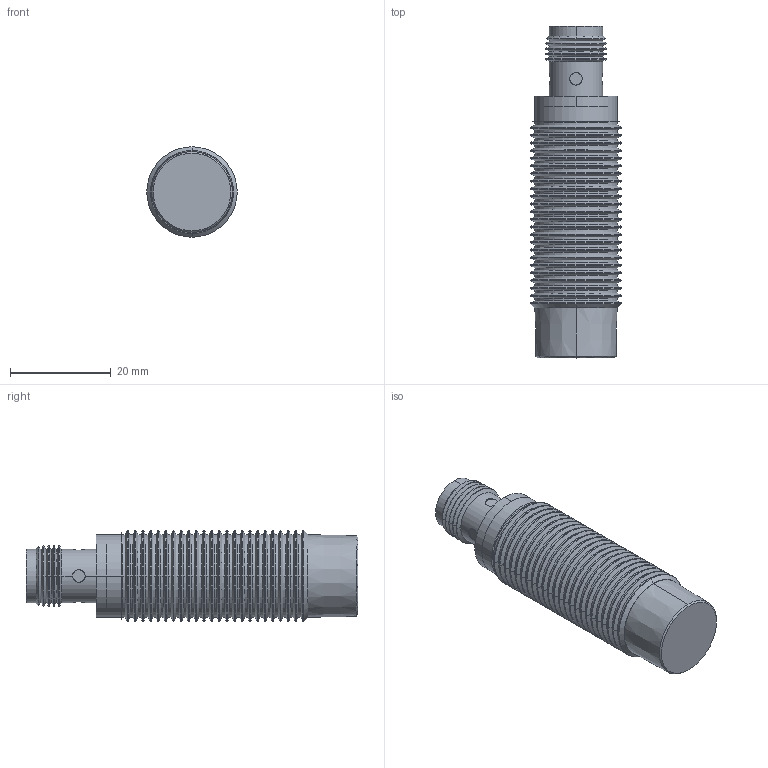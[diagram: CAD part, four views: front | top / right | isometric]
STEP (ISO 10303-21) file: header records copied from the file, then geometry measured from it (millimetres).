
FILE_DESCRIPTION(('STEP AP214'),'1');
FILE_NAME('cctmp_61EFA337-D13D-45F0-8A1F-DFEF602AF821_2022_07_22_10_34_25_0662..stp','2022-07-22T08:34:25',('Pepperl+Fuchs GmbH'),('CADClick - www.CADClick.com'),'Spatial InterOp 3D',' ','unknown authorization');
FILE_SCHEMA(('AUTOMOTIVE_DESIGN'));
Length unit declared in the file: millimetre
Products named in the file (6): cc_unnamed; NBN8-18GM50-A2-V1_4; NBN8-18GM50-A2-V1_3; NBN8-18GM50-A2-V1_2; NBN8-18GM50-A2-V1_1; NBN8-18GM50-A2-V1
Assembly tree (5 placements, depth 2):
  cc_unnamed
    NBN8-18GM50-A2-V1_4
    NBN8-18GM50-A2-V1_3
    NBN8-18GM50-A2-V1_2
    NBN8-18GM50-A2-V1_1
    NBN8-18GM50-A2-V1
Bounding box: 18 x 66 x 18 mm (x, y, z)
Volume: 11717.9 mm3; surface area: 9525.2 mm2
Topology: 8 solids, 8 shells, 344 faces, 738 edges, 410 vertices
Faces by surface type: cylinder 161, cone 136, plane 39, sphere 8
Entity records: 12273 total; most frequent: DIRECTION 1788, CARTESIAN_POINT 1762, ORIENTED_EDGE 1444, AXIS2_PLACEMENT_3D 740, EDGE_CURVE 722, VERTEX_POINT 410, CIRCLE 390, EDGE_LOOP 370
